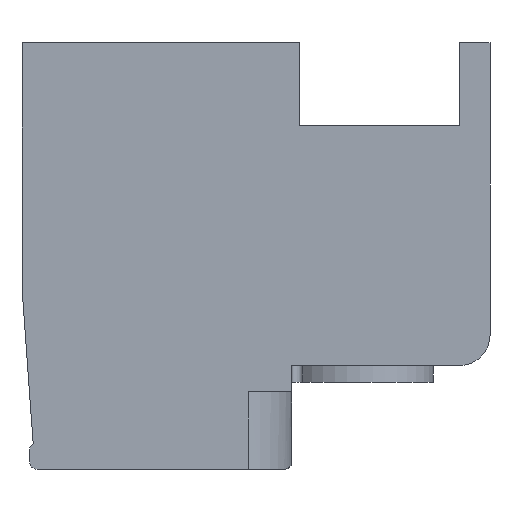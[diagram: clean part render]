
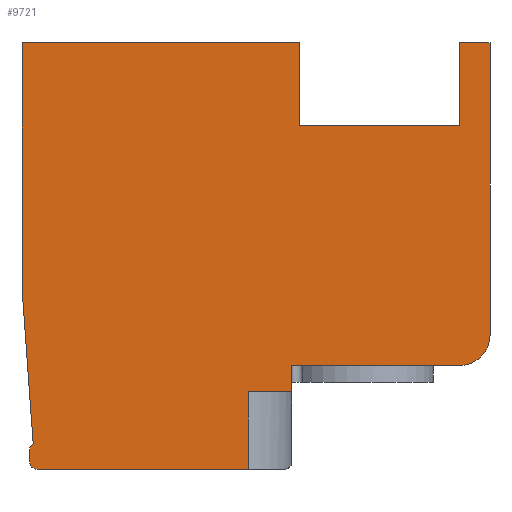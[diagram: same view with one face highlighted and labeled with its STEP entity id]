
A CAD part, front view. The second image highlights one B-rep face of the part: STEP entity #9721.
In plain terms, the highlighted planar face has unit normal (0, -1, 0).
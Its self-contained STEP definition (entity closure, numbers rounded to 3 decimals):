
#1=DIRECTION('',(0.,0.,1.));
#2=VECTOR('',#1,2.05);
#3=CARTESIAN_POINT('',(-0.15,0.,-6.175));
#4=LINE('',#3,#2);
#5=DIRECTION('',(-1.,0.,0.));
#6=VECTOR('',#5,5.6);
#7=CARTESIAN_POINT('',(-0.15,0.,-6.175));
#8=LINE('',#7,#6);
#9=CARTESIAN_POINT('',(-5.75,0.,-5.975));
#10=DIRECTION('',(0.,1.,0.));
#11=DIRECTION('',(0.,0.,-1.));
#12=AXIS2_PLACEMENT_3D('',#9,#10,#11);
#14=DIRECTION('',(0.,0.,1.));
#15=VECTOR('',#14,0.3);
#16=CARTESIAN_POINT('',(-5.95,0.,-5.975));
#17=LINE('',#16,#15);
#18=CARTESIAN_POINT('',(-5.75,0.,-5.675));
#19=DIRECTION('',(0.,1.,0.));
#20=DIRECTION('',(-1.,0.,0.));
#21=AXIS2_PLACEMENT_3D('',#18,#19,#20);
#23=DIRECTION('',(-0.072,0.,0.997));
#24=VECTOR('',#23,4.13);
#25=CARTESIAN_POINT('',(-5.854,0.,-5.504));
#26=LINE('',#25,#24);
#27=DIRECTION('',(0.,0.,1.));
#28=VECTOR('',#27,6.51);
#29=CARTESIAN_POINT('',(-6.15,0.,-1.385));
#30=LINE('',#29,#28);
#31=DIRECTION('',(1.,0.,0.));
#32=VECTOR('',#31,7.35);
#33=CARTESIAN_POINT('',(-6.15,0.,5.125));
#34=LINE('',#33,#32);
#35=DIRECTION('',(0.,0.,-1.));
#36=VECTOR('',#35,2.2);
#37=CARTESIAN_POINT('',(1.2,0.,5.125));
#38=LINE('',#37,#36);
#39=DIRECTION('',(1.,0.,0.));
#40=VECTOR('',#39,4.25);
#41=CARTESIAN_POINT('',(1.2,0.,2.925));
#42=LINE('',#41,#40);
#43=DIRECTION('',(0.,0.,1.));
#44=VECTOR('',#43,2.2);
#45=CARTESIAN_POINT('',(5.45,0.,2.925));
#46=LINE('',#45,#44);
#47=DIRECTION('',(1.,0.,0.));
#48=VECTOR('',#47,0.8);
#49=CARTESIAN_POINT('',(5.45,0.,5.125));
#50=LINE('',#49,#48);
#51=DIRECTION('',(0.,0.,-1.));
#52=VECTOR('',#51,7.75);
#53=CARTESIAN_POINT('',(6.25,0.,5.125));
#54=LINE('',#53,#52);
#55=CARTESIAN_POINT('',(5.45,0.,-2.625));
#56=DIRECTION('',(0.,1.,0.));
#57=DIRECTION('',(1.,0.,0.));
#58=AXIS2_PLACEMENT_3D('',#55,#56,#57);
#60=DIRECTION('',(-1.,0.,0.));
#61=VECTOR('',#60,4.45);
#62=CARTESIAN_POINT('',(5.45,0.,-3.425));
#63=LINE('',#62,#61);
#64=DIRECTION('',(0.,0.,-1.));
#65=VECTOR('',#64,0.7);
#66=CARTESIAN_POINT('',(1.,0.,-3.425));
#67=LINE('',#66,#65);
#68=DIRECTION('',(1.,0.,0.));
#69=VECTOR('',#68,1.15);
#70=CARTESIAN_POINT('',(-0.15,0.,-4.125));
#71=LINE('',#70,#69);
#7492=CARTESIAN_POINT('',(6.25,0.,5.125));
#7493=CARTESIAN_POINT('',(6.25,0.,-2.625));
#7494=VERTEX_POINT('',#7492);
#7495=VERTEX_POINT('',#7493);
#7496=CARTESIAN_POINT('',(5.45,0.,-3.425));
#7497=VERTEX_POINT('',#7496);
#7498=CARTESIAN_POINT('',(1.,0.,-3.425));
#7499=VERTEX_POINT('',#7498);
#7500=CARTESIAN_POINT('',(-5.75,0.,-6.175));
#7501=CARTESIAN_POINT('',(-5.95,0.,-5.975));
#7502=VERTEX_POINT('',#7500);
#7503=VERTEX_POINT('',#7501);
#7504=CARTESIAN_POINT('',(-5.95,0.,-5.675));
#7505=VERTEX_POINT('',#7504);
#7506=CARTESIAN_POINT('',(-5.854,0.,-5.504));
#7507=VERTEX_POINT('',#7506);
#7508=CARTESIAN_POINT('',(-6.15,0.,-1.385));
#7509=VERTEX_POINT('',#7508);
#7510=CARTESIAN_POINT('',(-6.15,0.,5.125));
#7511=VERTEX_POINT('',#7510);
#7512=CARTESIAN_POINT('',(1.2,0.,5.125));
#7513=CARTESIAN_POINT('',(1.2,0.,2.925));
#7514=VERTEX_POINT('',#7512);
#7515=VERTEX_POINT('',#7513);
#7516=CARTESIAN_POINT('',(5.45,0.,2.925));
#7517=VERTEX_POINT('',#7516);
#7518=CARTESIAN_POINT('',(5.45,0.,5.125));
#7519=VERTEX_POINT('',#7518);
#7690=CARTESIAN_POINT('',(-0.15,0.,-6.175));
#7691=CARTESIAN_POINT('',(-0.15,0.,-4.125));
#7692=VERTEX_POINT('',#7690);
#7693=VERTEX_POINT('',#7691);
#7694=CARTESIAN_POINT('',(1.,0.,-4.125));
#7695=VERTEX_POINT('',#7694);
#9680=CARTESIAN_POINT('',(0.,0.,0.));
#9681=DIRECTION('',(0.,1.,0.));
#9682=DIRECTION('',(1.,0.,0.));
#9683=AXIS2_PLACEMENT_3D('',#9680,#9681,#9682);
#9684=PLANE('',#9683);
#9686=ORIENTED_EDGE('',*,*,#9685,.F.);
#9688=ORIENTED_EDGE('',*,*,#9687,.T.);
#9690=ORIENTED_EDGE('',*,*,#9689,.T.);
#9692=ORIENTED_EDGE('',*,*,#9691,.T.);
#9694=ORIENTED_EDGE('',*,*,#9693,.T.);
#9696=ORIENTED_EDGE('',*,*,#9695,.T.);
#9698=ORIENTED_EDGE('',*,*,#9697,.T.);
#9700=ORIENTED_EDGE('',*,*,#9699,.T.);
#9702=ORIENTED_EDGE('',*,*,#9701,.T.);
#9704=ORIENTED_EDGE('',*,*,#9703,.T.);
#9706=ORIENTED_EDGE('',*,*,#9705,.T.);
#9708=ORIENTED_EDGE('',*,*,#9707,.T.);
#9710=ORIENTED_EDGE('',*,*,#9709,.T.);
#9712=ORIENTED_EDGE('',*,*,#9711,.T.);
#9714=ORIENTED_EDGE('',*,*,#9713,.T.);
#9716=ORIENTED_EDGE('',*,*,#9715,.T.);
#9718=ORIENTED_EDGE('',*,*,#9717,.F.);
#9719=EDGE_LOOP('',(#9686,#9688,#9690,#9692,#9694,#9696,#9698,#9700,#9702,#9704,
#9706,#9708,#9710,#9712,#9714,#9716,#9718));
#9720=FACE_OUTER_BOUND('',#9719,.F.);
#9721=ADVANCED_FACE('',(#9720),#9684,.F.);
#13=CIRCLE('',#12,0.2);
#22=CIRCLE('',#21,0.2);
#59=CIRCLE('',#58,0.8);
#9685=EDGE_CURVE('',#7692,#7693,#4,.T.);
#9687=EDGE_CURVE('',#7692,#7502,#8,.T.);
#9689=EDGE_CURVE('',#7502,#7503,#13,.T.);
#9691=EDGE_CURVE('',#7503,#7505,#17,.T.);
#9693=EDGE_CURVE('',#7505,#7507,#22,.T.);
#9695=EDGE_CURVE('',#7507,#7509,#26,.T.);
#9697=EDGE_CURVE('',#7509,#7511,#30,.T.);
#9699=EDGE_CURVE('',#7511,#7514,#34,.T.);
#9701=EDGE_CURVE('',#7514,#7515,#38,.T.);
#9703=EDGE_CURVE('',#7515,#7517,#42,.T.);
#9705=EDGE_CURVE('',#7517,#7519,#46,.T.);
#9707=EDGE_CURVE('',#7519,#7494,#50,.T.);
#9709=EDGE_CURVE('',#7494,#7495,#54,.T.);
#9711=EDGE_CURVE('',#7495,#7497,#59,.T.);
#9713=EDGE_CURVE('',#7497,#7499,#63,.T.);
#9715=EDGE_CURVE('',#7499,#7695,#67,.T.);
#9717=EDGE_CURVE('',#7693,#7695,#71,.T.);
